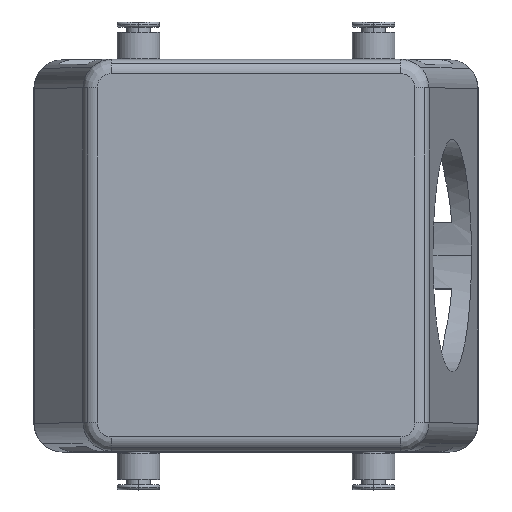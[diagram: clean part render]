
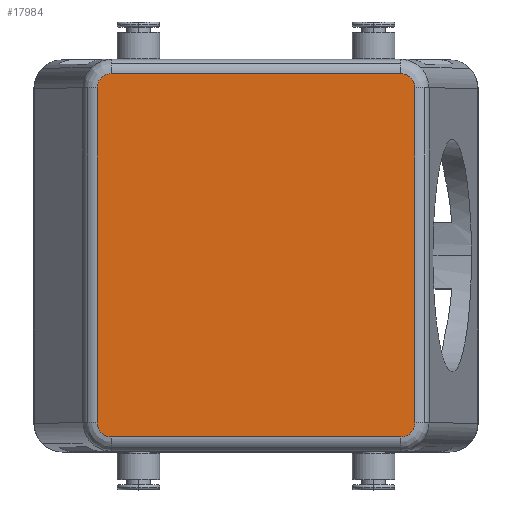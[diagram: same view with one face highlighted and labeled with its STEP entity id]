
A CAD part, top view. The second image highlights one B-rep face of the part: STEP entity #17984.
In plain terms, the highlighted planar face has unit normal (0, 0, 1).
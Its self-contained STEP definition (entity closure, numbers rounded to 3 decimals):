
#841=CARTESIAN_POINT('',(-33.462,-35.25,94.0));
#842=VERTEX_POINT('',#841);
#850=CARTESIAN_POINT('',(-33.462,35.25,94.0));
#851=VERTEX_POINT('',#850);
#852=CARTESIAN_POINT('',(-33.462,-35.25,94.0));
#853=DIRECTION('',(0.0,1.0,0.0));
#854=VECTOR('',#853,70.5);
#855=LINE('',#852,#854);
#856=EDGE_CURVE('',#842,#851,#855,.T.);
#17399=CARTESIAN_POINT('',(30.42,-38.25,94.0));
#17400=VERTEX_POINT('',#17399);
#17408=CARTESIAN_POINT('',(-30.42,-38.25,94.0));
#17409=VERTEX_POINT('',#17408);
#17410=CARTESIAN_POINT('',(30.42,-38.25,94.0));
#17411=DIRECTION('',(-1.0,0.0,0.0));
#17412=VECTOR('',#17411,60.84);
#17413=LINE('',#17410,#17412);
#17414=EDGE_CURVE('',#17400,#17409,#17413,.T.);
#17519=CARTESIAN_POINT('',(-30.42,-35.25,94.0));
#17520=DIRECTION('',(0.0,0.0,-1.0));
#17521=DIRECTION('',(-1.0,0.0,0.0));
#17522=AXIS2_PLACEMENT_3D('',#17519,#17520,#17521);
#17523=ELLIPSE('',#17522,3.042,3.0);
#17524=EDGE_CURVE('',#17409,#842,#17523,.T.);
#17611=CARTESIAN_POINT('',(33.462,-35.25,94.0));
#17612=VERTEX_POINT('',#17611);
#17620=CARTESIAN_POINT('',(30.42,-35.25,94.0));
#17621=DIRECTION('',(0.0,0.0,-1.0));
#17622=DIRECTION('',(1.0,0.0,0.0));
#17623=AXIS2_PLACEMENT_3D('',#17620,#17621,#17622);
#17624=ELLIPSE('',#17623,3.042,3.0);
#17625=EDGE_CURVE('',#17612,#17400,#17624,.T.);
#17671=CARTESIAN_POINT('',(33.462,35.25,94.0));
#17672=VERTEX_POINT('',#17671);
#17680=CARTESIAN_POINT('',(33.462,35.25,94.0));
#17681=DIRECTION('',(0.0,-1.0,0.0));
#17682=VECTOR('',#17681,70.5);
#17683=LINE('',#17680,#17682);
#17684=EDGE_CURVE('',#17672,#17612,#17683,.T.);
#17771=CARTESIAN_POINT('',(-30.42,38.25,94.0));
#17772=VERTEX_POINT('',#17771);
#17791=CARTESIAN_POINT('',(-30.42,35.25,94.0));
#17792=DIRECTION('',(0.0,0.0,-1.0));
#17793=DIRECTION('',(-1.0,0.0,0.0));
#17794=AXIS2_PLACEMENT_3D('',#17791,#17792,#17793);
#17795=ELLIPSE('',#17794,3.042,3.0);
#17796=EDGE_CURVE('',#851,#17772,#17795,.T.);
#17883=CARTESIAN_POINT('',(30.42,38.25,94.0));
#17884=VERTEX_POINT('',#17883);
#17892=CARTESIAN_POINT('',(30.42,35.25,94.0));
#17893=DIRECTION('',(0.0,0.0,-1.0));
#17894=DIRECTION('',(1.0,0.0,0.0));
#17895=AXIS2_PLACEMENT_3D('',#17892,#17893,#17894);
#17896=ELLIPSE('',#17895,3.042,3.0);
#17897=EDGE_CURVE('',#17884,#17672,#17896,.T.);
#17913=CARTESIAN_POINT('',(-30.42,38.25,94.0));
#17914=DIRECTION('',(1.0,0.0,0.0));
#17915=VECTOR('',#17914,60.84);
#17916=LINE('',#17913,#17915);
#17917=EDGE_CURVE('',#17772,#17884,#17916,.T.);
#17969=CARTESIAN_POINT('',(36.0,0.0,94.0));
#17970=DIRECTION('',(0.0,0.0,1.0));
#17971=DIRECTION('',(1.0,0.0,0.0));
#17972=AXIS2_PLACEMENT_3D('',#17969,#17970,#17971);
#17973=PLANE('',#17972);
#17974=ORIENTED_EDGE('',*,*,#17414,.F.);
#17975=ORIENTED_EDGE('',*,*,#17625,.F.);
#17976=ORIENTED_EDGE('',*,*,#17684,.F.);
#17977=ORIENTED_EDGE('',*,*,#17897,.F.);
#17978=ORIENTED_EDGE('',*,*,#17917,.F.);
#17979=ORIENTED_EDGE('',*,*,#17796,.F.);
#17980=ORIENTED_EDGE('',*,*,#856,.F.);
#17981=ORIENTED_EDGE('',*,*,#17524,.F.);
#17982=EDGE_LOOP('',(#17974,#17975,#17976,#17977,#17978,#17979,#17980,#17981));
#17983=FACE_OUTER_BOUND('',#17982,.T.);
#17984=ADVANCED_FACE('',(#17983),#17973,.T.);
